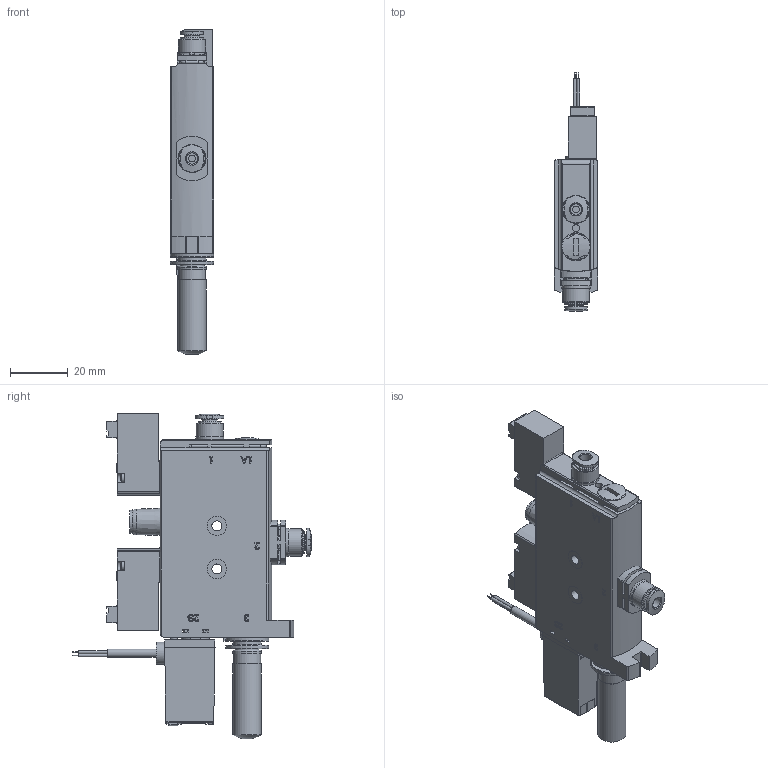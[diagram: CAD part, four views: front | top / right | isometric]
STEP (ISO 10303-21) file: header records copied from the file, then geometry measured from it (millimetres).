
FILE_DESCRIPTION(/* description */ ('STEP AP214'),/* implementation_level */ '2;1');
FILE_NAME(/* name */ '8069571_OVEL-7-H-15-PQ-VQ4-UA-C-A-B2PNLK-H3',/* time_stamp */ '2024-09-13T11:25:17+02:00',/* author */ ('License CC BY-ND 4.0'),/* organization */ ('CADENAS'),/* preprocessor_version */ 'ST-DEVELOPER v19.3',/* originating_system */ 'PARTsolutions',/* authorisation */ ' ');
FILE_SCHEMA (('AUTOMOTIVE_DESIGN {1 0 10303 214 3 1 1}'));
Length unit declared in the file: millimetre
Products named in the file (11): 8069571 OVEL-7-H-15-PQ-VQ4-UA-C-A-B2PNLK-H3; 8081772 OVEL-7/10A---(h); 132622 QSPKG10-4; 562243 QSPC10; 197005 MHA1-M1H-3/2G-0,6-TC_p; 4406465 DPT-F-TP-1.6x23-PT10; 8025979 SPAE-B2R-PC10-PNLK-2.5K_O; 4333511 SPTE-PC10; 677814 MEBH-4/2-QS-6---(SPTE); 197582 UO-M7; 388135 CPA10(OABM)
Assembly tree (16 placements, depth 2):
  8069571 OVEL-7-H-15-PQ-VQ4-UA-C-A-B2PNLK-H3
    8081772 OVEL-7/10A---(h)
    132622 QSPKG10-4  x2
    562243 QSPC10
    197005 MHA1-M1H-3/2G-0,6-TC_p  x2
    4406465 DPT-F-TP-1.6x23-PT10  x4
    8025979 SPAE-B2R-PC10-PNLK-2.5K_O
    4333511 SPTE-PC10
    677814 MEBH-4/2-QS-6---(SPTE)  x2
    197582 UO-M7
    388135 CPA10(OABM)
Bounding box: 15.2 x 82.9 x 113.1 mm (x, y, z)
Volume: 55820.6 mm3; surface area: 23605.3 mm2
Topology: 16 solids, 16 shells, 985 faces, 2450 edges, 1600 vertices
Faces by surface type: plane 534, cylinder 342, torus 54, cone 48, sphere 7
Full cylindrical faces by diameter (mm): 0.25 x3, 0.7 x1, 0.8 x5, 0.9 x2, 1.05 x3, 1.2 x4, 1.25 x4, 1.6 x4, 1.68 x4, 1.8 x8, 2 x1, 2.3 x2, 2.5 x2, 2.9 x1, 3 x1, 3.1 x2, 3.2 x4, 3.45 x2, 3.9 x1, 4 x2, 4.2 x1, 5.4 x3, 5.5 x1, 5.6 x4, 5.65 x2, 5.7 x1, 5.917 x1, 6.73 x4, 7 x5, 7.15 x2
Entity records: 26874 total; most frequent: CARTESIAN_POINT 4034, DIRECTION 3877, ORIENTED_EDGE 3506, EDGE_CURVE 1753, AXIS2_PLACEMENT_3D 1377, VERTEX_POINT 1242, LINE 1123, VECTOR 1123
